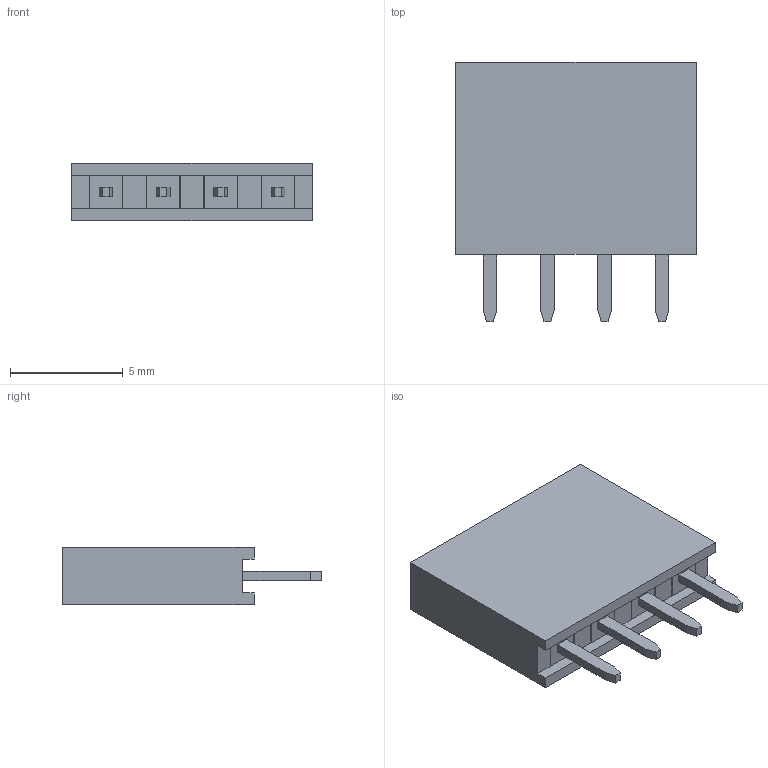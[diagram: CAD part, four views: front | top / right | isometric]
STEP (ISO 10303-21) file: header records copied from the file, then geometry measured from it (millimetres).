
FILE_DESCRIPTION((''),'2;1');
FILE_NAME('ZL262-4S_P2-54_L10-6_W2-54_H8-5','2019-01-16T',('Dragos'),(''),'PRO/ENGINEER BY PARAMETRIC TECHNOLOGY CORPORATION, 2004440','PRO/ENGINEER BY PARAMETRIC TECHNOLOGY CORPORATION, 2004440','');
FILE_SCHEMA(('AUTOMOTIVE_DESIGN { 1 0 10303 214 1 1 1 1 }'));
Length unit declared in the file: millimetre
Products named in the file (1): ZL262-4S_P2-54_L10-6_W2-54_H8-5
Bounding box: 10.66 x 11.5 x 2.54 mm (x, y, z)
Volume: 205.5 mm3; surface area: 573.2 mm2
Topology: 1 solids, 1 shells, 126 faces, 320 edges, 208 vertices
Faces by surface type: plane 126
Entity records: 5356 total; most frequent: CARTESIAN_POINT 656, ORIENTED_EDGE 640, DIRECTION 574, PRESENTATION_STYLE_ASSIGNMENT 374, STYLED_ITEM 322, CURVE_STYLE 321, VECTOR 320, LINE 320
